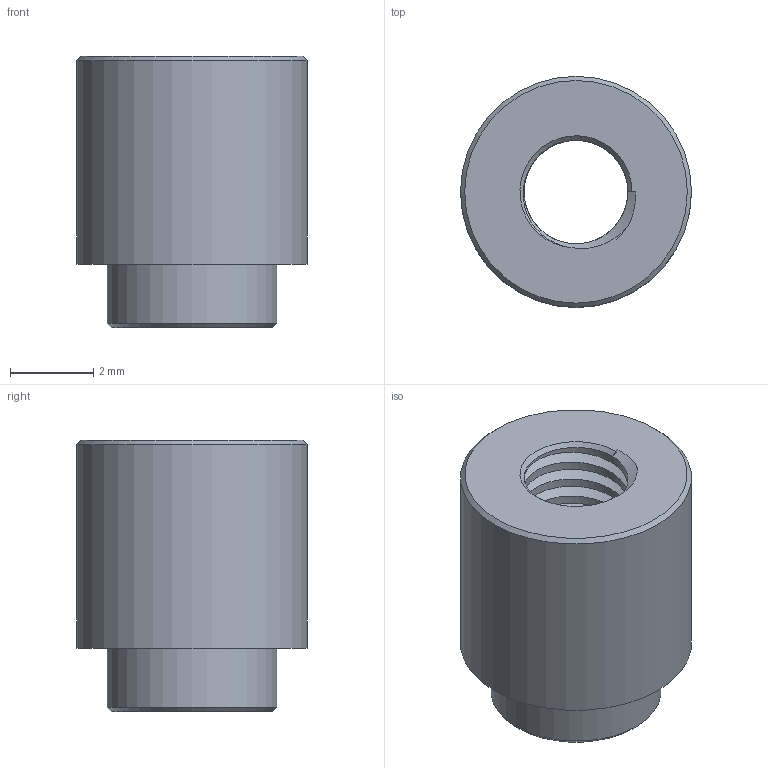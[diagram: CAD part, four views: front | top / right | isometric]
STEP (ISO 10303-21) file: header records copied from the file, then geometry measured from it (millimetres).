
FILE_DESCRIPTION(/* description */ ('STEP AP203'),/* implementation_level */ '2;1');
FILE_NAME(/* name */ '677cb2e9709744349b224178',/* time_stamp */ '2025-01-07T04:51:53Z',/* author */ (''),/* organization */ (''),/* preprocessor_version */ 'ST-DEVELOPER v20',/* originating_system */ 'ONSHAPE BY PTC INC, 1.191',/* authorisation */ ' ');
FILE_SCHEMA (('CONFIG_CONTROL_DESIGN'));
Length unit declared in the file: metre
Products named in the file (1): Part 1
Bounding box: 5.56 x 5.56 x 6.53 mm (x, y, z)
Volume: 101.7 mm3; surface area: 238.1 mm2
Topology: 1 solids, 1 shells, 12 faces, 24 edges, 15 vertices
Faces by surface type: plane 4, cone 3, cylinder 3, bspline 2
Full cylindrical faces by diameter (mm): 4.09 x1, 5.56 x1
Entity records: 2012 total; most frequent: CARTESIAN_POINT 1760, DIRECTION 43, ORIENTED_EDGE 40, EDGE_CURVE 20, AXIS2_PLACEMENT_3D 20, EDGE_LOOP 19, FACE_BOUND 19, VERTEX_POINT 15
